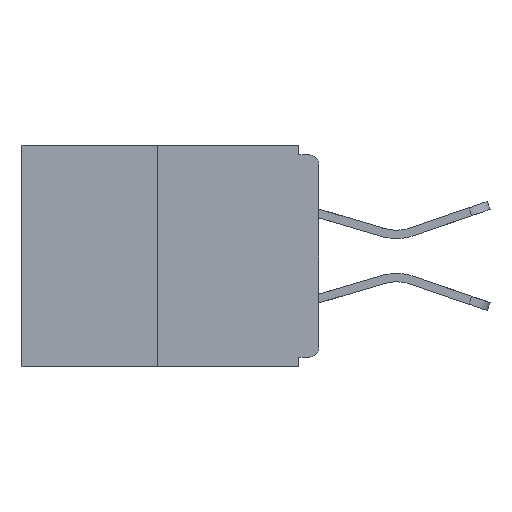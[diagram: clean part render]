
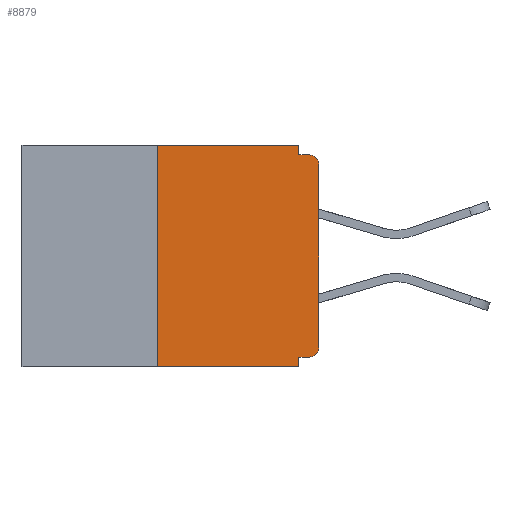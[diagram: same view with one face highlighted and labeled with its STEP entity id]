
A CAD part, left-side view. The second image highlights one B-rep face of the part: STEP entity #8879.
In plain terms, the highlighted planar face has unit normal (-1, 0, 0).
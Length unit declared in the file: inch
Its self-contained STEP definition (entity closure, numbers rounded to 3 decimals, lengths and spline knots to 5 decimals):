
#202 = CARTESIAN_POINT ( 'NONE',  ( 0., 0.46, 0. ) ) ;
#638 = LINE ( 'NONE', #13044, #26096 ) ;
#743 = ORIENTED_EDGE ( 'NONE', *, *, #1444, .T. ) ;
#776 = DIRECTION ( 'NONE',  ( 0., 0., 1. ) ) ;
#813 = CARTESIAN_POINT ( 'NONE',  ( 0., 0.015, -0.03 ) ) ;
#1045 = ORIENTED_EDGE ( 'NONE', *, *, #8728, .F. ) ;
#1201 = ORIENTED_EDGE ( 'NONE', *, *, #10700, .F. ) ;
#1444 = EDGE_CURVE ( 'NONE', #18976, #7485, #19523, .T. ) ;
#2047 = LINE ( 'NONE', #12968, #19539 ) ;
#2168 = LINE ( 'NONE', #11830, #23501 ) ;
#2653 = CARTESIAN_POINT ( 'NONE',  ( 0., 0.25, 0. ) ) ;
#3072 = CARTESIAN_POINT ( 'NONE',  ( 0., 0., -0.03 ) ) ;
#4115 = EDGE_CURVE ( 'NONE', #24725, #26071, #10387, .T. ) ;
#4451 = DIRECTION ( 'NONE',  ( 1., 0., 0. ) ) ;
#4542 = DIRECTION ( 'NONE',  ( 0., 0., -1. ) ) ;
#4576 = CARTESIAN_POINT ( 'NONE',  ( 0., 0., -0.328 ) ) ;
#4812 = LINE ( 'NONE', #2653, #14354 ) ;
#6252 = DIRECTION ( 'NONE',  ( 0., -1., 0. ) ) ;
#6741 = CIRCLE ( 'NONE', #6970, 0.015 ) ;
#6970 = AXIS2_PLACEMENT_3D ( 'NONE', #12771, #8773, #25046 ) ;
#6983 = FACE_OUTER_BOUND ( 'NONE', #12722, .T. ) ;
#7262 = EDGE_CURVE ( 'NONE', #19617, #24259, #6741, .T. ) ;
#7452 = CARTESIAN_POINT ( 'NONE',  ( 0., 0.015, -0.015 ) ) ;
#7485 = VERTEX_POINT ( 'NONE', #8374 ) ;
#7917 = CARTESIAN_POINT ( 'NONE',  ( 0., 0., -0.313 ) ) ;
#8374 = CARTESIAN_POINT ( 'NONE',  ( 0., 0.031, -0.343 ) ) ;
#8644 = PLANE ( 'NONE',  #14464 ) ;
#8728 = EDGE_CURVE ( 'NONE', #24773, #24725, #15226, .T. ) ;
#8773 = DIRECTION ( 'NONE',  ( -1., 0., 0. ) ) ;
#8879 = ADVANCED_FACE ( 'NONE', ( #6983 ), #8644, .F. ) ;
#9013 = DIRECTION ( 'NONE',  ( 0., 0., -1. ) ) ;
#9194 = EDGE_CURVE ( 'NONE', #26071, #20825, #2168, .T. ) ;
#9459 = VERTEX_POINT ( 'NONE', #19079 ) ;
#10387 = LINE ( 'NONE', #19050, #18309 ) ;
#10700 = EDGE_CURVE ( 'NONE', #9459, #7485, #638, .T. ) ;
#11044 = ORIENTED_EDGE ( 'NONE', *, *, #23292, .F. ) ;
#11124 = EDGE_CURVE ( 'NONE', #18976, #24773, #4812, .T. ) ;
#11682 = LINE ( 'NONE', #4576, #25361 ) ;
#11830 = CARTESIAN_POINT ( 'NONE',  ( 0., 0., -0.015 ) ) ;
#12655 = ORIENTED_EDGE ( 'NONE', *, *, #24630, .T. ) ;
#12663 = DIRECTION ( 'NONE',  ( 0., 0., -1. ) ) ;
#12722 = EDGE_LOOP ( 'NONE', ( #1045, #23351, #743, #1201, #11044, #21275, #12655, #20348, #19366, #19133 ) ) ;
#12771 = CARTESIAN_POINT ( 'NONE',  ( 0., 0.015, -0.313 ) ) ;
#12968 = CARTESIAN_POINT ( 'NONE',  ( 0., 0., 0. ) ) ;
#13044 = CARTESIAN_POINT ( 'NONE',  ( 0., 0.031, -0.343 ) ) ;
#13130 = DIRECTION ( 'NONE',  ( 0., 0., -1. ) ) ;
#13695 = CARTESIAN_POINT ( 'NONE',  ( 0., 0.031, -0.015 ) ) ;
#14354 = VECTOR ( 'NONE', #16854, 39.37008 ) ;
#14464 = AXIS2_PLACEMENT_3D ( 'NONE', #20892, #4451, #4542 ) ;
#15226 = LINE ( 'NONE', #202, #19344 ) ;
#15508 = CARTESIAN_POINT ( 'NONE',  ( 0., 0.031, 0. ) ) ;
#16144 = CIRCLE ( 'NONE', #18062, 0.015 ) ;
#16733 = CARTESIAN_POINT ( 'NONE',  ( 0., 0.25, -0.343 ) ) ;
#16854 = DIRECTION ( 'NONE',  ( 0., 0., 1. ) ) ;
#17528 = DIRECTION ( 'NONE',  ( 0., -1., 0. ) ) ;
#18062 = AXIS2_PLACEMENT_3D ( 'NONE', #813, #21167, #9013 ) ;
#18309 = VECTOR ( 'NONE', #12663, 39.37008 ) ;
#18976 = VERTEX_POINT ( 'NONE', #16733 ) ;
#19050 = CARTESIAN_POINT ( 'NONE',  ( 0., 0.031, 0. ) ) ;
#19079 = CARTESIAN_POINT ( 'NONE',  ( 0., 0.031, -0.328 ) ) ;
#19133 = ORIENTED_EDGE ( 'NONE', *, *, #4115, .F. ) ;
#19344 = VECTOR ( 'NONE', #6252, 39.37008 ) ;
#19366 = ORIENTED_EDGE ( 'NONE', *, *, #9194, .F. ) ;
#19523 = LINE ( 'NONE', #23528, #21440 ) ;
#19539 = VECTOR ( 'NONE', #776, 39.37008 ) ;
#19617 = VERTEX_POINT ( 'NONE', #19950 ) ;
#19685 = CARTESIAN_POINT ( 'NONE',  ( 0., 0.25, 0. ) ) ;
#19950 = CARTESIAN_POINT ( 'NONE',  ( 0., 0.015, -0.328 ) ) ;
#20254 = EDGE_CURVE ( 'NONE', #23395, #20825, #16144, .T. ) ;
#20348 = ORIENTED_EDGE ( 'NONE', *, *, #20254, .T. ) ;
#20825 = VERTEX_POINT ( 'NONE', #7452 ) ;
#20892 = CARTESIAN_POINT ( 'NONE',  ( 0., 0.46, 0. ) ) ;
#21167 = DIRECTION ( 'NONE',  ( -1., 0., 0. ) ) ;
#21275 = ORIENTED_EDGE ( 'NONE', *, *, #7262, .T. ) ;
#21440 = VECTOR ( 'NONE', #17528, 39.37008 ) ;
#22979 = DIRECTION ( 'NONE',  ( 0., 1., 0. ) ) ;
#23292 = EDGE_CURVE ( 'NONE', #19617, #9459, #11682, .T. ) ;
#23351 = ORIENTED_EDGE ( 'NONE', *, *, #11124, .F. ) ;
#23395 = VERTEX_POINT ( 'NONE', #3072 ) ;
#23501 = VECTOR ( 'NONE', #24106, 39.37008 ) ;
#23528 = CARTESIAN_POINT ( 'NONE',  ( 0., 0.46, -0.343 ) ) ;
#24106 = DIRECTION ( 'NONE',  ( 0., -1., 0. ) ) ;
#24259 = VERTEX_POINT ( 'NONE', #7917 ) ;
#24630 = EDGE_CURVE ( 'NONE', #24259, #23395, #2047, .T. ) ;
#24725 = VERTEX_POINT ( 'NONE', #15508 ) ;
#24773 = VERTEX_POINT ( 'NONE', #19685 ) ;
#25046 = DIRECTION ( 'NONE',  ( 0., 0., -1. ) ) ;
#25361 = VECTOR ( 'NONE', #22979, 39.37008 ) ;
#26071 = VERTEX_POINT ( 'NONE', #13695 ) ;
#26096 = VECTOR ( 'NONE', #13130, 39.37008 ) ;
